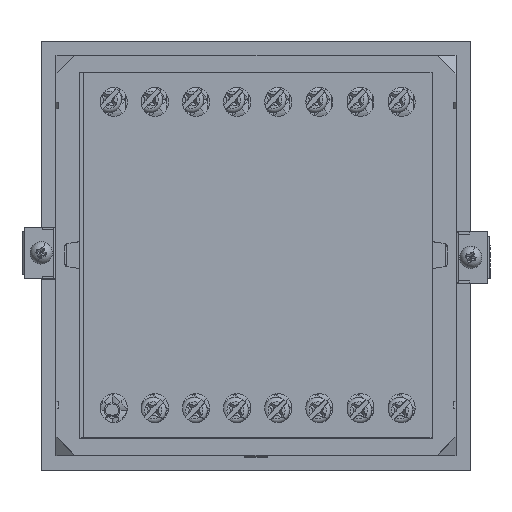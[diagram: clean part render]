
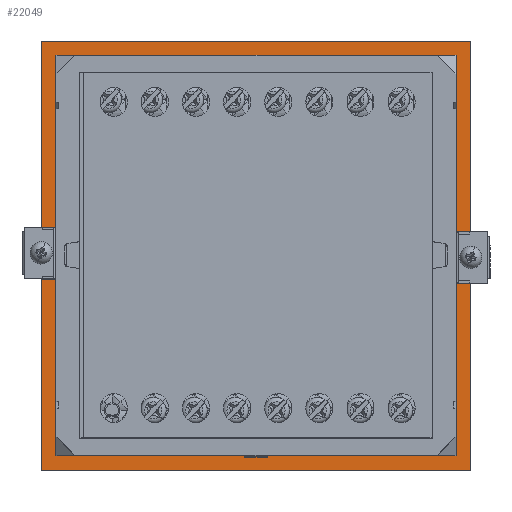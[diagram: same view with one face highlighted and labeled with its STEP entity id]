
A CAD part, top view. The second image highlights one B-rep face of the part: STEP entity #22049.
In plain terms, the highlighted planar face has unit normal (0, 0, 1).
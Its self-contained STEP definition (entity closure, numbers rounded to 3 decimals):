
#566 = ORIENTED_EDGE ( 'NONE', *, *, #51249, .F. ) ;
#860 = CARTESIAN_POINT ( 'NONE',  ( -44.75, -44.75, -110. ) ) ;
#966 = VERTEX_POINT ( 'NONE', #5491 ) ;
#1207 = ORIENTED_EDGE ( 'NONE', *, *, #45122, .F. ) ;
#1716 = ORIENTED_EDGE ( 'NONE', *, *, #55326, .F. ) ;
#2762 = DIRECTION ( 'NONE',  ( 1., 0., 0. ) ) ;
#5435 = DIRECTION ( 'NONE',  ( 1., 0., 0. ) ) ;
#5491 = CARTESIAN_POINT ( 'NONE',  ( 48., -48., -110. ) ) ;
#6076 = LINE ( 'NONE', #47193, #14717 ) ;
#7079 = EDGE_CURVE ( 'NONE', #39350, #9085, #6076, .T. ) ;
#7641 = CARTESIAN_POINT ( 'NONE',  ( 44.75, -44.75, -110. ) ) ;
#8527 = LINE ( 'NONE', #35106, #41145 ) ;
#8696 = DIRECTION ( 'NONE',  ( -1., 0., 0. ) ) ;
#9085 = VERTEX_POINT ( 'NONE', #22115 ) ;
#10582 = VECTOR ( 'NONE', #5435, 1000. ) ;
#11052 = CARTESIAN_POINT ( 'NONE',  ( 44.75, 44.75, -110. ) ) ;
#13677 = EDGE_LOOP ( 'NONE', ( #566, #33908, #48551, #1207 ) ) ;
#14717 = VECTOR ( 'NONE', #46989, 1000. ) ;
#14773 = CARTESIAN_POINT ( 'NONE',  ( -44.75, 44.75, -110. ) ) ;
#15064 = CARTESIAN_POINT ( 'NONE',  ( -48., -48., -110. ) ) ;
#15325 = CARTESIAN_POINT ( 'NONE',  ( 48., 48., -110. ) ) ;
#15512 = ORIENTED_EDGE ( 'NONE', *, *, #7079, .F. ) ;
#17485 = DIRECTION ( 'NONE',  ( -1., 0., 0. ) ) ;
#18623 = AXIS2_PLACEMENT_3D ( 'NONE', #45877, #50184, #37148 ) ;
#20429 = VERTEX_POINT ( 'NONE', #14773 ) ;
#22049 = ADVANCED_FACE ( 'NONE', ( #29095, #54589 ), #50578, .T. ) ;
#22115 = CARTESIAN_POINT ( 'NONE',  ( -48., 48., -110. ) ) ;
#22236 = LINE ( 'NONE', #44606, #32799 ) ;
#23131 = EDGE_CURVE ( 'NONE', #57633, #47054, #30340, .T. ) ;
#29095 = FACE_BOUND ( 'NONE', #13677, .T. ) ;
#29830 = VECTOR ( 'NONE', #57430, 1000. ) ;
#30276 = VERTEX_POINT ( 'NONE', #11052 ) ;
#30340 = LINE ( 'NONE', #860, #10582 ) ;
#32206 = VECTOR ( 'NONE', #2762, 1000. ) ;
#32680 = LINE ( 'NONE', #34720, #29830 ) ;
#32799 = VECTOR ( 'NONE', #58392, 1000. ) ;
#33908 = ORIENTED_EDGE ( 'NONE', *, *, #23131, .F. ) ;
#34720 = CARTESIAN_POINT ( 'NONE',  ( 44.75, 44.75, -110. ) ) ;
#35106 = CARTESIAN_POINT ( 'NONE',  ( -44.75, 44.75, -110. ) ) ;
#36274 = DIRECTION ( 'NONE',  ( 0., -1., 0. ) ) ;
#36821 = CARTESIAN_POINT ( 'NONE',  ( -44.75, -44.75, -110. ) ) ;
#37148 = DIRECTION ( 'NONE',  ( 1., 0., 0. ) ) ;
#39350 = VERTEX_POINT ( 'NONE', #15064 ) ;
#39551 = EDGE_CURVE ( 'NONE', #966, #39350, #41693, .T. ) ;
#41145 = VECTOR ( 'NONE', #36274, 1000. ) ;
#41693 = LINE ( 'NONE', #49257, #57203 ) ;
#41987 = EDGE_LOOP ( 'NONE', ( #57852, #15512, #50177, #1716 ) ) ;
#44580 = CARTESIAN_POINT ( 'NONE',  ( -44.75, 44.75, -110. ) ) ;
#44606 = CARTESIAN_POINT ( 'NONE',  ( 48., -48., -110. ) ) ;
#44928 = EDGE_CURVE ( 'NONE', #9085, #46731, #53447, .T. ) ;
#45122 = EDGE_CURVE ( 'NONE', #30276, #20429, #47807, .T. ) ;
#45877 = CARTESIAN_POINT ( 'NONE',  ( -48., 48., -110. ) ) ;
#46510 = CARTESIAN_POINT ( 'NONE',  ( 48., 48., -110. ) ) ;
#46731 = VERTEX_POINT ( 'NONE', #46510 ) ;
#46989 = DIRECTION ( 'NONE',  ( 0., 1., 0. ) ) ;
#47054 = VERTEX_POINT ( 'NONE', #7641 ) ;
#47193 = CARTESIAN_POINT ( 'NONE',  ( -48., 48., -110. ) ) ;
#47807 = LINE ( 'NONE', #44580, #56295 ) ;
#48551 = ORIENTED_EDGE ( 'NONE', *, *, #57001, .F. ) ;
#49257 = CARTESIAN_POINT ( 'NONE',  ( 48., -48., -110. ) ) ;
#50177 = ORIENTED_EDGE ( 'NONE', *, *, #39551, .F. ) ;
#50184 = DIRECTION ( 'NONE',  ( 0., 0., 1. ) ) ;
#50578 = PLANE ( 'NONE',  #18623 ) ;
#51249 = EDGE_CURVE ( 'NONE', #47054, #30276, #32680, .T. ) ;
#53447 = LINE ( 'NONE', #15325, #32206 ) ;
#54589 = FACE_OUTER_BOUND ( 'NONE', #41987, .T. ) ;
#55326 = EDGE_CURVE ( 'NONE', #46731, #966, #22236, .T. ) ;
#56295 = VECTOR ( 'NONE', #17485, 1000. ) ;
#57001 = EDGE_CURVE ( 'NONE', #20429, #57633, #8527, .T. ) ;
#57203 = VECTOR ( 'NONE', #8696, 1000. ) ;
#57430 = DIRECTION ( 'NONE',  ( 0., 1., 0. ) ) ;
#57633 = VERTEX_POINT ( 'NONE', #36821 ) ;
#57852 = ORIENTED_EDGE ( 'NONE', *, *, #44928, .F. ) ;
#58392 = DIRECTION ( 'NONE',  ( 0., -1., 0. ) ) ;
